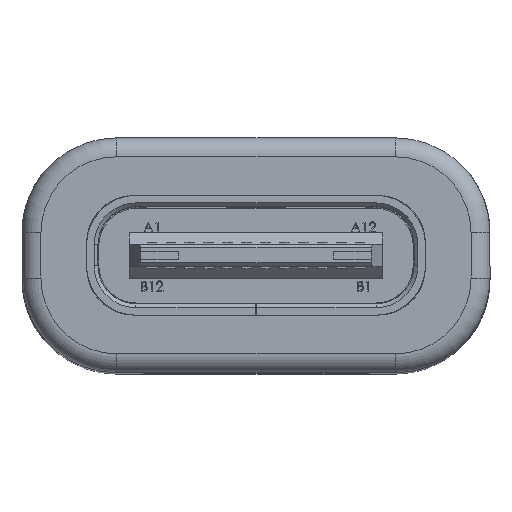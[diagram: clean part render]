
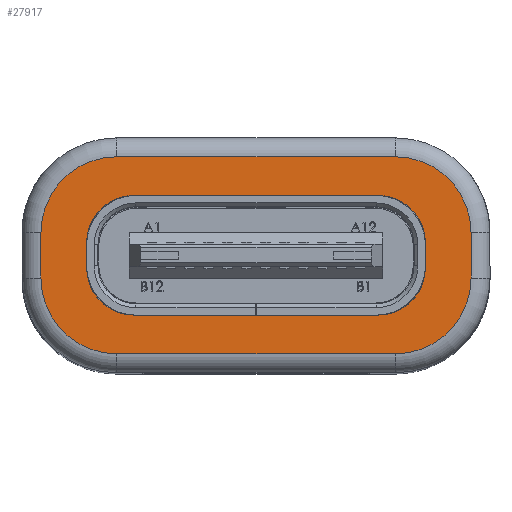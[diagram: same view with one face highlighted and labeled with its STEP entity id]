
A CAD part, top view. The second image highlights one B-rep face of the part: STEP entity #27917.
In plain terms, the highlighted planar face has unit normal (0, 0, 1).
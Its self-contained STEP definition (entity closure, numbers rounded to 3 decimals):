
#1687 = CARTESIAN_POINT ( 'NONE',  ( 3.215, -0.325, 10.9 ) ) ;
#3243 = DIRECTION ( 'NONE',  ( -1., 0., 0. ) ) ;
#4372 = CARTESIAN_POINT ( 'NONE',  ( 3.675, -2.6, 10.9 ) ) ;
#4496 = DIRECTION ( 'NONE',  ( -1., 0., 0. ) ) ;
#5738 = ORIENTED_EDGE ( 'NONE', *, *, #105571, .T. ) ;
#7225 = ORIENTED_EDGE ( 'NONE', *, *, #96181, .T. ) ;
#8271 = LINE ( 'NONE', #57502, #39400 ) ;
#8524 = EDGE_CURVE ( 'NONE', #80638, #31889, #64177, .T. ) ;
#9173 = AXIS2_PLACEMENT_3D ( 'NONE', #41350, #109406, #4496 ) ;
#11006 = CIRCLE ( 'NONE', #66132, 1.255 ) ;
#11618 = DIRECTION ( 'NONE',  ( 1., 0., 0. ) ) ;
#12372 = AXIS2_PLACEMENT_3D ( 'NONE', #1687, #59259, #11618 ) ;
#12758 = CARTESIAN_POINT ( 'NONE',  ( -4.47, -0.325, 10.9 ) ) ;
#13436 = EDGE_CURVE ( 'NONE', #71820, #83974, #8271, .T. ) ;
#14022 = EDGE_CURVE ( 'NONE', #78828, #27649, #85073, .T. ) ;
#15988 = VERTEX_POINT ( 'NONE', #110971 ) ;
#17012 = EDGE_CURVE ( 'NONE', #61808, #31882, #54661, .T. ) ;
#17697 = CIRCLE ( 'NONE', #89493, 1.255 ) ;
#18767 = VECTOR ( 'NONE', #3243, 1000. ) ;
#19587 = EDGE_CURVE ( 'NONE', #31889, #71820, #11006, .T. ) ;
#21303 = FACE_OUTER_BOUND ( 'NONE', #50563, .T. ) ;
#22802 = DIRECTION ( 'NONE',  ( 0., -1., 0. ) ) ;
#22823 = ORIENTED_EDGE ( 'NONE', *, *, #84240, .F. ) ;
#24516 = AXIS2_PLACEMENT_3D ( 'NONE', #40082, #116426, #59197 ) ;
#25520 = CARTESIAN_POINT ( 'NONE',  ( 5.675, 0.6, 10.9 ) ) ;
#27649 = VERTEX_POINT ( 'NONE', #119871 ) ;
#27917 = ADVANCED_FACE ( 'NONE', ( #21303, #108890 ), #33539, .F. ) ;
#29940 = DIRECTION ( 'NONE',  ( 1., 0., 0. ) ) ;
#31294 = CARTESIAN_POINT ( 'NONE',  ( -5.675, -0.6, 10.9 ) ) ;
#31882 = VERTEX_POINT ( 'NONE', #99044 ) ;
#31889 = VERTEX_POINT ( 'NONE', #117718 ) ;
#32353 = DIRECTION ( 'NONE',  ( 0., 0., 1. ) ) ;
#32651 = LINE ( 'NONE', #25520, #80087 ) ;
#33539 = PLANE ( 'NONE',  #47920 ) ;
#35824 = CARTESIAN_POINT ( 'NONE',  ( -3.215, 0.325, 10.9 ) ) ;
#36237 = DIRECTION ( 'NONE',  ( 0., 0., 1. ) ) ;
#36489 = LINE ( 'NONE', #117217, #18767 ) ;
#37296 = VECTOR ( 'NONE', #22802, 1000. ) ;
#37806 = VERTEX_POINT ( 'NONE', #56975 ) ;
#38456 = VECTOR ( 'NONE', #40391, 1000. ) ;
#38701 = CARTESIAN_POINT ( 'NONE',  ( 4.47, -0.325, 10.9 ) ) ;
#38941 = VECTOR ( 'NONE', #56943, 1000. ) ;
#39400 = VECTOR ( 'NONE', #87690, 1000. ) ;
#39863 = CARTESIAN_POINT ( 'NONE',  ( -3.215, -1.58, 10.9 ) ) ;
#40082 = CARTESIAN_POINT ( 'NONE',  ( 3.675, 0.6, 10.9 ) ) ;
#40391 = DIRECTION ( 'NONE',  ( 0., -1., 0. ) ) ;
#40443 = EDGE_CURVE ( 'NONE', #15988, #89040, #78786, .T. ) ;
#41350 = CARTESIAN_POINT ( 'NONE',  ( -3.675, 0.6, 10.9 ) ) ;
#44068 = CARTESIAN_POINT ( 'NONE',  ( 3.215, 0.325, 10.9 ) ) ;
#44792 = EDGE_CURVE ( 'NONE', #83974, #15988, #54307, .T. ) ;
#46489 = ORIENTED_EDGE ( 'NONE', *, *, #63186, .T. ) ;
#46585 = CARTESIAN_POINT ( 'NONE',  ( 3.215, -1.58, 10.9 ) ) ;
#46918 = CARTESIAN_POINT ( 'NONE',  ( -3.675, 2.6, 10.9 ) ) ;
#47901 = CARTESIAN_POINT ( 'NONE',  ( -3.215, -0.325, 10.9 ) ) ;
#47920 = AXIS2_PLACEMENT_3D ( 'NONE', #52587, #118971, #72101 ) ;
#48392 = CARTESIAN_POINT ( 'NONE',  ( 3.215, 1.58, 10.9 ) ) ;
#50444 = CARTESIAN_POINT ( 'NONE',  ( 5.675, 0.6, 10.9 ) ) ;
#50563 = EDGE_LOOP ( 'NONE', ( #46489, #114019, #5738, #93724, #64025, #106868, #7225, #121838 ) ) ;
#52587 = CARTESIAN_POINT ( 'NONE',  ( 3.675, 0.6, 10.9 ) ) ;
#53362 = ORIENTED_EDGE ( 'NONE', *, *, #40443, .F. ) ;
#53990 = CARTESIAN_POINT ( 'NONE',  ( 5.675, -0.6, 10.9 ) ) ;
#54307 = CIRCLE ( 'NONE', #121139, 1.255 ) ;
#54661 = CIRCLE ( 'NONE', #24516, 2. ) ;
#54788 = EDGE_CURVE ( 'NONE', #64876, #80638, #110218, .T. ) ;
#56943 = DIRECTION ( 'NONE',  ( 0., 1., 0. ) ) ;
#56975 = CARTESIAN_POINT ( 'NONE',  ( -3.675, -2.6, 10.9 ) ) ;
#57502 = CARTESIAN_POINT ( 'NONE',  ( -3.215, 1.58, 10.9 ) ) ;
#59197 = DIRECTION ( 'NONE',  ( -1., 0., 0. ) ) ;
#59259 = DIRECTION ( 'NONE',  ( 0., 0., 1. ) ) ;
#61808 = VERTEX_POINT ( 'NONE', #50444 ) ;
#62734 = DIRECTION ( 'NONE',  ( -1., 0., 0. ) ) ;
#63186 = EDGE_CURVE ( 'NONE', #69666, #61808, #32651, .T. ) ;
#63417 = ORIENTED_EDGE ( 'NONE', *, *, #44792, .F. ) ;
#64025 = ORIENTED_EDGE ( 'NONE', *, *, #101878, .T. ) ;
#64177 = LINE ( 'NONE', #38701, #38941 ) ;
#64876 = VERTEX_POINT ( 'NONE', #46585 ) ;
#66132 = AXIS2_PLACEMENT_3D ( 'NONE', #44068, #119567, #62734 ) ;
#66809 = VERTEX_POINT ( 'NONE', #101978 ) ;
#66908 = DIRECTION ( 'NONE',  ( 0., 0., 1. ) ) ;
#69666 = VERTEX_POINT ( 'NONE', #53990 ) ;
#71820 = VERTEX_POINT ( 'NONE', #48392 ) ;
#72101 = DIRECTION ( 'NONE',  ( -1., 0., 0. ) ) ;
#74401 = EDGE_CURVE ( 'NONE', #122823, #69666, #86493, .T. ) ;
#78762 = CARTESIAN_POINT ( 'NONE',  ( -4.47, -0.325, 10.9 ) ) ;
#78786 = LINE ( 'NONE', #78762, #37296 ) ;
#78828 = VERTEX_POINT ( 'NONE', #46918 ) ;
#79324 = VECTOR ( 'NONE', #90266, 1000. ) ;
#79402 = DIRECTION ( 'NONE',  ( 0., 1., 0. ) ) ;
#80087 = VECTOR ( 'NONE', #79402, 1000. ) ;
#80638 = VERTEX_POINT ( 'NONE', #108300 ) ;
#82412 = LINE ( 'NONE', #39863, #95817 ) ;
#83275 = CARTESIAN_POINT ( 'NONE',  ( 3.675, -2.6, 10.9 ) ) ;
#83974 = VERTEX_POINT ( 'NONE', #119341 ) ;
#84240 = EDGE_CURVE ( 'NONE', #89040, #66809, #17697, .T. ) ;
#84729 = DIRECTION ( 'NONE',  ( -1., 0., 0. ) ) ;
#84831 = DIRECTION ( 'NONE',  ( 0., 0., 1. ) ) ;
#85073 = CIRCLE ( 'NONE', #9173, 2. ) ;
#86493 = CIRCLE ( 'NONE', #99518, 2. ) ;
#86694 = CARTESIAN_POINT ( 'NONE',  ( -5.675, -0.6, 10.9 ) ) ;
#87690 = DIRECTION ( 'NONE',  ( -1., 0., 0. ) ) ;
#89040 = VERTEX_POINT ( 'NONE', #12758 ) ;
#89048 = EDGE_LOOP ( 'NONE', ( #96600, #105321, #95856, #109402, #105210, #22823, #53362, #63417 ) ) ;
#89493 = AXIS2_PLACEMENT_3D ( 'NONE', #47901, #84831, #114308 ) ;
#90266 = DIRECTION ( 'NONE',  ( 1., 0., 0. ) ) ;
#90400 = LINE ( 'NONE', #31294, #38456 ) ;
#92553 = AXIS2_PLACEMENT_3D ( 'NONE', #117773, #32353, #117379 ) ;
#93019 = DIRECTION ( 'NONE',  ( -1., 0., 0. ) ) ;
#93724 = ORIENTED_EDGE ( 'NONE', *, *, #14022, .T. ) ;
#94244 = LINE ( 'NONE', #83275, #79324 ) ;
#95817 = VECTOR ( 'NONE', #29940, 1000. ) ;
#95856 = ORIENTED_EDGE ( 'NONE', *, *, #8524, .F. ) ;
#96022 = EDGE_CURVE ( 'NONE', #66809, #64876, #82412, .T. ) ;
#96181 = EDGE_CURVE ( 'NONE', #37806, #122823, #94244, .T. ) ;
#96600 = ORIENTED_EDGE ( 'NONE', *, *, #13436, .F. ) ;
#99044 = CARTESIAN_POINT ( 'NONE',  ( 3.675, 2.6, 10.9 ) ) ;
#99518 = AXIS2_PLACEMENT_3D ( 'NONE', #104278, #66908, #84729 ) ;
#101238 = CIRCLE ( 'NONE', #92553, 2. ) ;
#101878 = EDGE_CURVE ( 'NONE', #27649, #118409, #90400, .T. ) ;
#101978 = CARTESIAN_POINT ( 'NONE',  ( -3.215, -1.58, 10.9 ) ) ;
#104278 = CARTESIAN_POINT ( 'NONE',  ( 3.675, -0.6, 10.9 ) ) ;
#105210 = ORIENTED_EDGE ( 'NONE', *, *, #96022, .F. ) ;
#105321 = ORIENTED_EDGE ( 'NONE', *, *, #19587, .F. ) ;
#105571 = EDGE_CURVE ( 'NONE', #31882, #78828, #36489, .T. ) ;
#106868 = ORIENTED_EDGE ( 'NONE', *, *, #117177, .T. ) ;
#108300 = CARTESIAN_POINT ( 'NONE',  ( 4.47, -0.325, 10.9 ) ) ;
#108890 = FACE_BOUND ( 'NONE', #89048, .T. ) ;
#109402 = ORIENTED_EDGE ( 'NONE', *, *, #54788, .F. ) ;
#109406 = DIRECTION ( 'NONE',  ( 0., 0., 1. ) ) ;
#110218 = CIRCLE ( 'NONE', #12372, 1.255 ) ;
#110971 = CARTESIAN_POINT ( 'NONE',  ( -4.47, 0.325, 10.9 ) ) ;
#114019 = ORIENTED_EDGE ( 'NONE', *, *, #17012, .T. ) ;
#114308 = DIRECTION ( 'NONE',  ( -1., 0., 0. ) ) ;
#116426 = DIRECTION ( 'NONE',  ( 0., 0., 1. ) ) ;
#117177 = EDGE_CURVE ( 'NONE', #118409, #37806, #101238, .T. ) ;
#117217 = CARTESIAN_POINT ( 'NONE',  ( -3.675, 2.6, 10.9 ) ) ;
#117379 = DIRECTION ( 'NONE',  ( -1., 0., 0. ) ) ;
#117718 = CARTESIAN_POINT ( 'NONE',  ( 4.47, 0.325, 10.9 ) ) ;
#117773 = CARTESIAN_POINT ( 'NONE',  ( -3.675, -0.6, 10.9 ) ) ;
#118409 = VERTEX_POINT ( 'NONE', #86694 ) ;
#118971 = DIRECTION ( 'NONE',  ( 0., 0., -1. ) ) ;
#119341 = CARTESIAN_POINT ( 'NONE',  ( -3.215, 1.58, 10.9 ) ) ;
#119567 = DIRECTION ( 'NONE',  ( 0., 0., 1. ) ) ;
#119871 = CARTESIAN_POINT ( 'NONE',  ( -5.675, 0.6, 10.9 ) ) ;
#121139 = AXIS2_PLACEMENT_3D ( 'NONE', #35824, #36237, #93019 ) ;
#121838 = ORIENTED_EDGE ( 'NONE', *, *, #74401, .T. ) ;
#122823 = VERTEX_POINT ( 'NONE', #4372 ) ;
